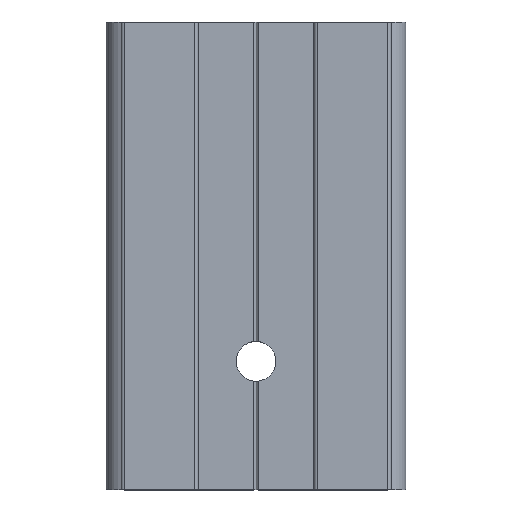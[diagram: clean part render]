
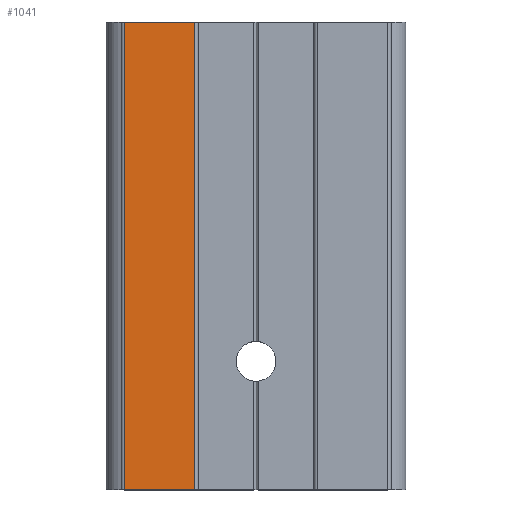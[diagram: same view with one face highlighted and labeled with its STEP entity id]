
A CAD part, top view. The second image highlights one B-rep face of the part: STEP entity #1041.
In plain terms, the highlighted planar face has unit normal (0, 0, 1).
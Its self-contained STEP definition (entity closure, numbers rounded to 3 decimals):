
#45=PLANE('',#1228);
#85=FACE_OUTER_BOUND('',#139,.T.);
#139=EDGE_LOOP('',(#874,#875,#876,#877));
#192=LINE('',#1695,#288);
#224=LINE('',#1813,#320);
#239=LINE('',#1856,#335);
#240=LINE('',#1858,#336);
#288=VECTOR('',#1351,10.);
#320=VECTOR('',#1451,1000.);
#335=VECTOR('',#1502,10.);
#336=VECTOR('',#1505,10.);
#459=VERTEX_POINT('',#1692);
#460=VERTEX_POINT('',#1694);
#511=VERTEX_POINT('',#1810);
#512=VERTEX_POINT('',#1812);
#570=EDGE_CURVE('',#459,#460,#192,.T.);
#631=EDGE_CURVE('',#511,#512,#224,.T.);
#653=EDGE_CURVE('',#512,#459,#239,.T.);
#654=EDGE_CURVE('',#511,#460,#240,.T.);
#874=ORIENTED_EDGE('',*,*,#631,.F.);
#875=ORIENTED_EDGE('',*,*,#654,.T.);
#876=ORIENTED_EDGE('',*,*,#570,.F.);
#877=ORIENTED_EDGE('',*,*,#653,.F.);
#1041=ADVANCED_FACE('',(#85),#45,.T.);
#1228=AXIS2_PLACEMENT_3D('',#1857,#1503,#1504);
#1351=DIRECTION('',(1.,0.,0.));
#1451=DIRECTION('',(-1.,0.,0.));
#1502=DIRECTION('',(0.,1.,0.));
#1503=DIRECTION('center_axis',(0.,0.,1.));
#1504=DIRECTION('ref_axis',(1.,0.,0.));
#1505=DIRECTION('',(0.,1.,0.));
#1692=CARTESIAN_POINT('',(-28.1,100.,19.5));
#1694=CARTESIAN_POINT('',(-13.1,100.,19.5));
#1695=CARTESIAN_POINT('',(-13.1,100.,19.5));
#1810=CARTESIAN_POINT('',(-13.1,0.,19.5));
#1812=CARTESIAN_POINT('',(-28.1,0.,19.5));
#1813=CARTESIAN_POINT('',(-28.85,0.,19.5));
#1856=CARTESIAN_POINT('',(-28.1,0.,19.5));
#1857=CARTESIAN_POINT('Origin',(-28.85,10.,19.5));
#1858=CARTESIAN_POINT('',(-13.1,0.,19.5));
